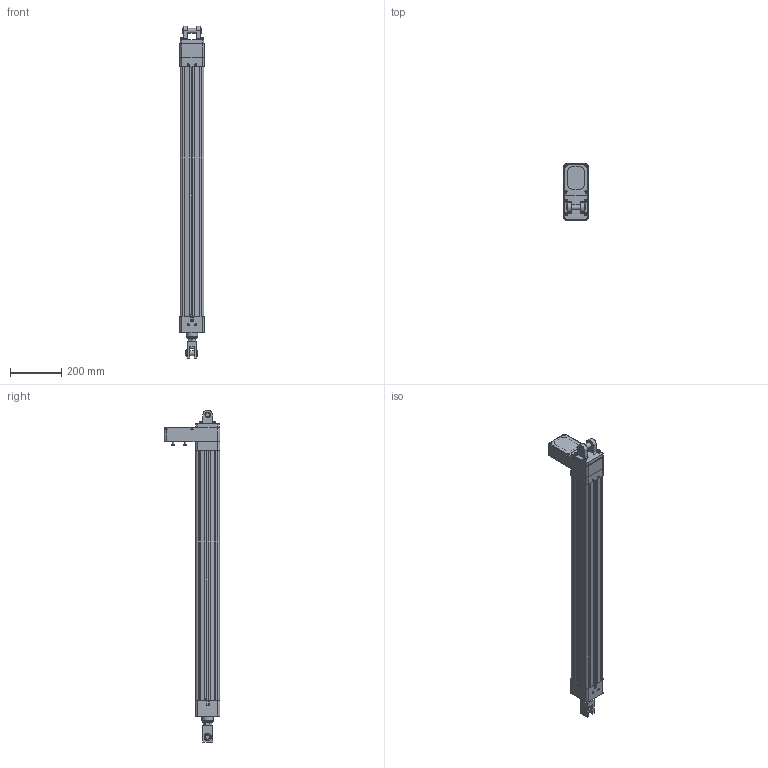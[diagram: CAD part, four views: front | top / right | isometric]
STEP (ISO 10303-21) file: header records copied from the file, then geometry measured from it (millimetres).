
FILE_DESCRIPTION (( 'STEP AP203' ), '1' );
FILE_NAME ('RS-485087-1.step', '2025-03-31T20:32:07', ( '' ), ( '' ), 'SwSTEP 2.0', 'SolidWorks 2024', '' );
FILE_SCHEMA (( 'CONFIG_CONTROL_DESIGN' ));
Length unit declared in the file: inch
Products named in the file (6): RS-485087-1; tempJoin9_83169035_RS-485087-1; tempJoin0_11509083_RS-485087-1; Base_RS-485087-1; 11509025_RS-485087-1; 11509029_RS-485087-1
Assembly tree (5 placements, depth 2):
  RS-485087-1
    11509029_RS-485087-1
    11509025_RS-485087-1
    tempJoin9_83169035_RS-485087-1
    tempJoin0_11509083_RS-485087-1
    Base_RS-485087-1
Bounding box: 94.23 x 216.15 x 1290.17 mm (x, y, z)
Volume: 7015279.9 mm3; surface area: 1083085.4 mm2
Topology: 14 solids, 21 shells, 963 faces, 2333 edges, 1496 vertices
Faces by surface type: plane 605, cylinder 248, cone 91, torus 12, bspline 6, sphere 1
Full cylindrical faces by diameter (mm): 4.166 x1, 4.2 x4, 4.27 x2, 5 x8, 6 x4, 6.04 x1, 6.248 x1, 6.528 x8, 7.14 x4, 7.938 x8, 8 x4, 8.5 x4, 8.731 x2, 8.738 x4, 8.74 x4, 9.525 x1, 10 x4, 11.908 x4, 13 x8, 13.462 x8, 14.288 x4, 17.435 x1, 17.463 x1, 19.05 x8, 20.955 x2, 23.673 x3, 23.774 x2, 23.876 x1, 28.448 x1, 30.683 x1
Entity records: 27767 total; most frequent: CARTESIAN_POINT 5385, DIRECTION 4609, ORIENTED_EDGE 4118, EDGE_CURVE 2059, AXIS2_PLACEMENT_3D 1675, VERTEX_POINT 1413, EDGE_LOOP 1302, LINE 1259
